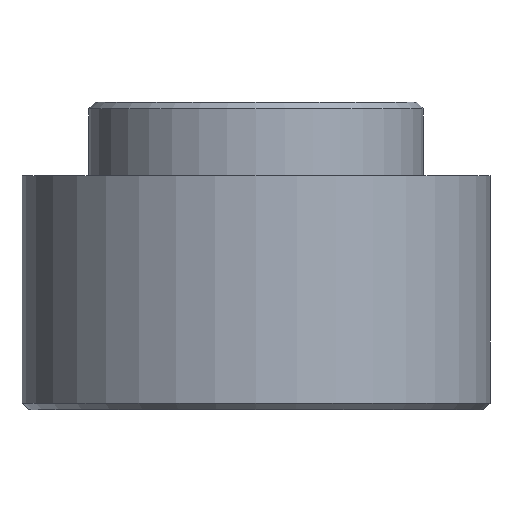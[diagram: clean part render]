
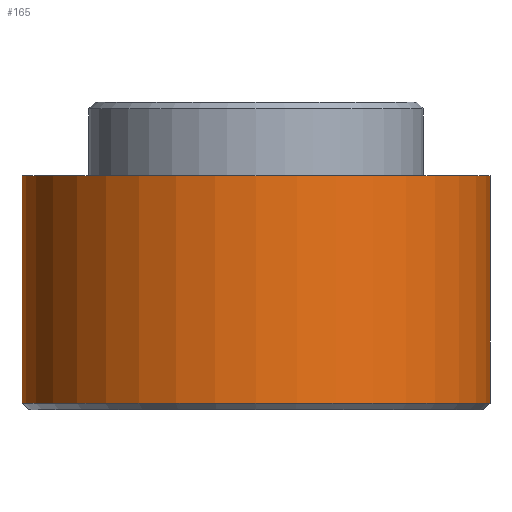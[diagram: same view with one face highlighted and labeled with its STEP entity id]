
A CAD part, front view. The second image highlights one B-rep face of the part: STEP entity #165.
In plain terms, the highlighted cylindrical face has radius 35 mm (diameter 70 mm), a partial arc.
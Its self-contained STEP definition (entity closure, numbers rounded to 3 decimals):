
#101=EDGE_CURVE('',#121,#189,#256,.T.);
#121=VERTEX_POINT('',#278);
#145=VERTEX_POINT('',#304);
#151=VERTEX_POINT('',#310);
#165=ADVANCED_FACE('',(#324),#325,.T.);
#189=VERTEX_POINT('',#355);
#201=EDGE_CURVE('',#151,#121,#369,.T.);
#211=EDGE_CURVE('',#145,#189,#380,.T.);
#219=EDGE_CURVE('',#145,#151,#391,.T.);
#256=LINE('',#425,#426);
#278=CARTESIAN_POINT('',(-35.0,0.,1.));
#304=CARTESIAN_POINT('',(35.0,0.,35.0));
#310=CARTESIAN_POINT('',(35.0,0.,1.));
#324=FACE_OUTER_BOUND('',#515,.T.);
#325=CYLINDRICAL_SURFACE('',#516,35.0);
#355=CARTESIAN_POINT('',(-35.0,0.,35.0));
#369=CIRCLE('',#568,35.0);
#380=CIRCLE('',#582,35.0);
#391=LINE('',#595,#596);
#425=CARTESIAN_POINT('',(-35.0,0.,18.0));
#426=VECTOR('',#627,1.0);
#515=EDGE_LOOP('',(#698,#699,#700,#701));
#516=AXIS2_PLACEMENT_3D('',#702,#703,#704);
#568=AXIS2_PLACEMENT_3D('',#751,#752,#753);
#582=AXIS2_PLACEMENT_3D('',#768,#769,#770);
#595=CARTESIAN_POINT('',(35.0,0.,18.0));
#596=VECTOR('',#790,1.0);
#627=DIRECTION('',(-0.0,-0.0,1.0));
#698=ORIENTED_EDGE('',*,*,#219,.F.);
#699=ORIENTED_EDGE('',*,*,#211,.T.);
#700=ORIENTED_EDGE('',*,*,#101,.F.);
#701=ORIENTED_EDGE('',*,*,#201,.F.);
#702=CARTESIAN_POINT('',(0.,0.,18.0));
#703=DIRECTION('',(-0.0,-0.0,1.0));
#704=DIRECTION('',(1.0,0.,0.0));
#751=CARTESIAN_POINT('',(0.,0.,1.));
#752=DIRECTION('',(0.0,0.0,-1.0));
#753=DIRECTION('',(1.0,0.,0.0));
#768=CARTESIAN_POINT('',(0.,0.,35.0));
#769=DIRECTION('',(0.0,0.0,-1.0));
#770=DIRECTION('',(1.0,0.,0.0));
#790=DIRECTION('',(0.0,0.0,-1.0));
